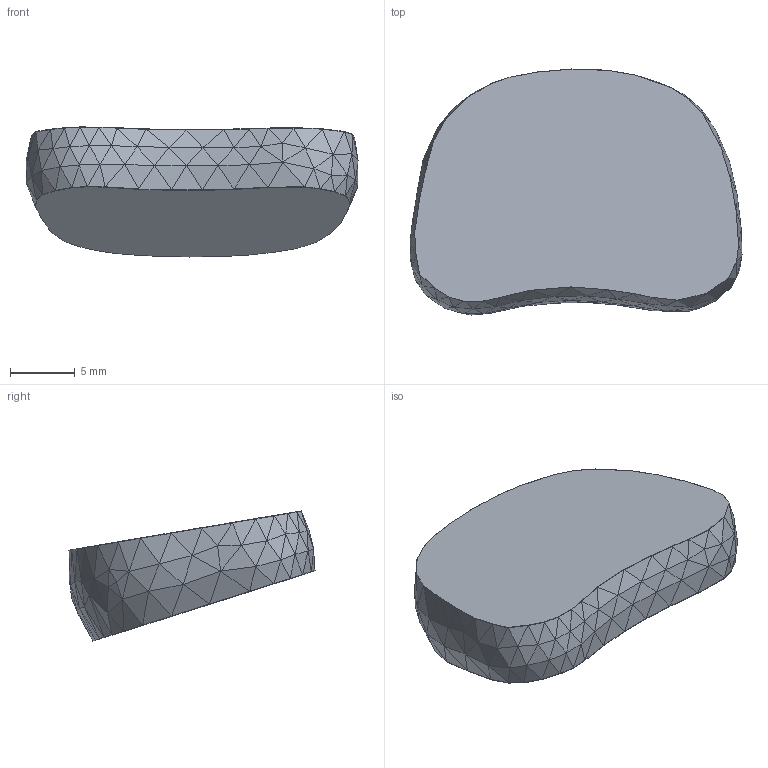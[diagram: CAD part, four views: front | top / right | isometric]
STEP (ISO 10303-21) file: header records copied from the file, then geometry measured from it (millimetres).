
FILE_DESCRIPTION(/* description */ (''),/* implementation_level */ '2;1');
FILE_NAME(/* name */ 'N3.step',/* time_stamp */ '2024-06-06T23:35:25-04:00',/* author */ (''),/* organization */ (''),/* preprocessor_version */ 'ST-DEVELOPER v20',/* originating_system */ 'Autodesk Translation Framework v13.14.0.145',/* authorisation */ '');
FILE_SCHEMA (('AUTOMOTIVE_DESIGN { 1 0 10303 214 3 1 1 }'));
Length unit declared in the file: millimetre
Products named in the file (1): N3
Bounding box: 25.69 x 19.04 x 10.06 mm (x, y, z)
Volume: 2345 mm3; surface area: 1192.3 mm2
Topology: 1 solids, 1 shells, 355 faces, 702 edges, 349 vertices
Faces by surface type: plane 355
Entity records: 8493 total; most frequent: DIRECTION 1414, CARTESIAN_POINT 1407, ORIENTED_EDGE 1404, LINE 702, VECTOR 702, EDGE_CURVE 702, AXIS2_PLACEMENT_3D 356, FACE_OUTER_BOUND 355
